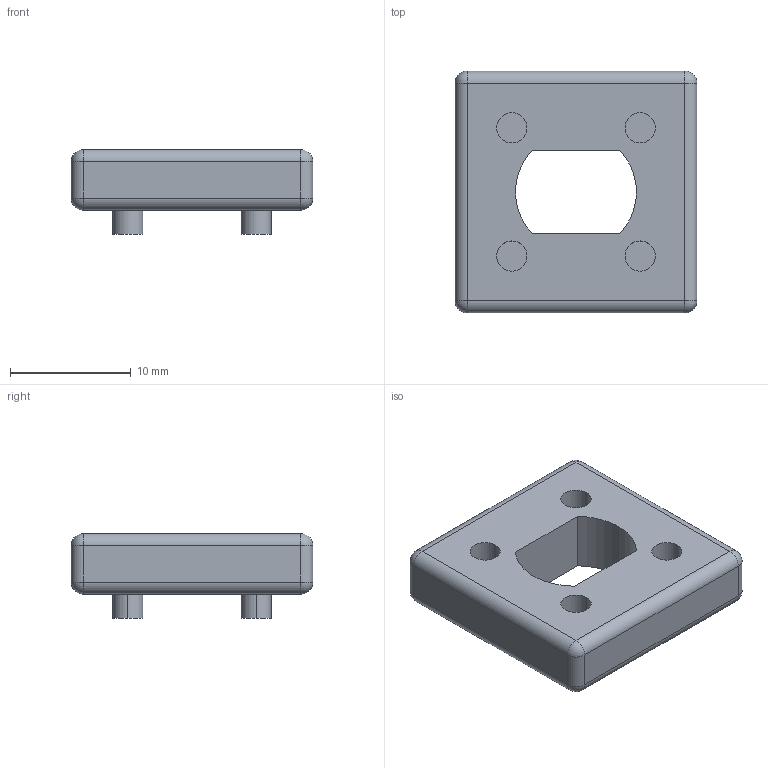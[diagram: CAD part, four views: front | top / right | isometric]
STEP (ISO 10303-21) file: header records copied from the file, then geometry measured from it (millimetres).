
FILE_DESCRIPTION (( 'STEP AP203' ), '1' );
FILE_NAME ('084.510.012-1.STEP', '2013-01-28T10:49:04', ( 'Alusic' ), ( 'Alusic' ), 'SwSTEP 2.0', 'SolidWorks 2011', '' );
FILE_SCHEMA (( 'CONFIG_CONTROL_DESIGN' ));
Length unit declared in the file: millimetre
Products named in the file (1): 084.510.012-1
Bounding box: 20 x 20 x 7 mm (x, y, z)
Volume: 1618 mm3; surface area: 1254 mm2
Topology: 1 solids, 1 shells, 49 faces, 107 edges, 58 vertices
Faces by surface type: cylinder 27, plane 14, sphere 8
Entity records: 1356 total; most frequent: DIRECTION 253, CARTESIAN_POINT 207, ORIENTED_EDGE 198, AXIS2_PLACEMENT_3D 104, EDGE_CURVE 99, VERTEX_POINT 58, EDGE_LOOP 57, CIRCLE 54
